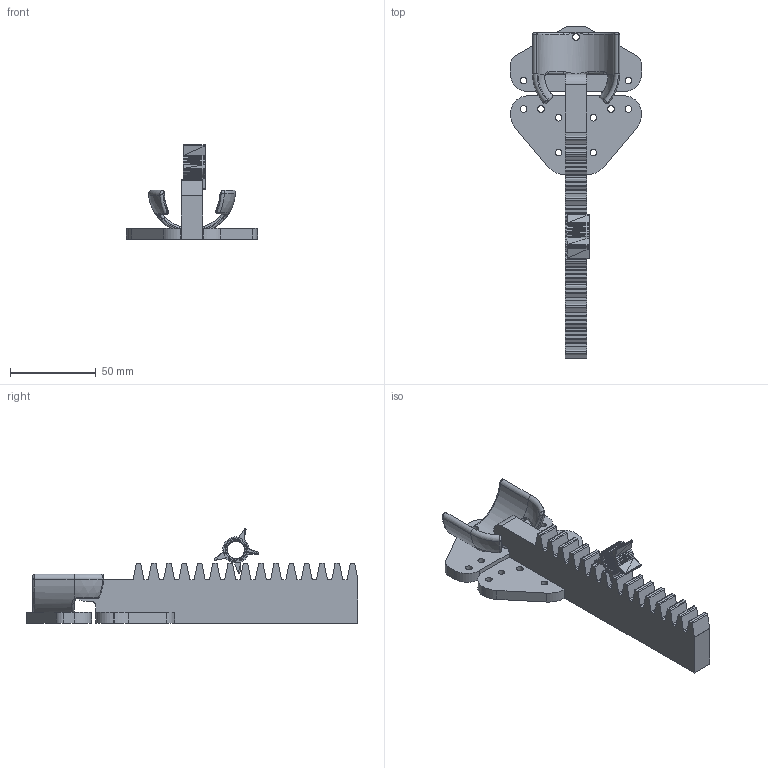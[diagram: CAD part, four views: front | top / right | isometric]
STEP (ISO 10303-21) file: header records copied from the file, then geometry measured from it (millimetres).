
FILE_DESCRIPTION(/* description */ (''),/* implementation_level */ '2;1');
FILE_NAME(/* name */ 'launcherparts v10.step',/* time_stamp */ '2022-03-07T17:16:45-08:00',/* author */ (''),/* organization */ (''),/* preprocessor_version */ 'ST-DEVELOPER v18.1',/* originating_system */ 'Autodesk Translation Framework v10.13.0.1454',/* authorisation */ '');
FILE_SCHEMA (('AUTOMOTIVE_DESIGN { 1 0 10303 214 3 1 1 }'));
Length unit declared in the file: inch
Products named in the file (4): launcherparts; ball holder; rack; Gear .6
Assembly tree (3 placements, depth 2):
  launcherparts
    ball holder
    rack
    Gear .6
Bounding box: 76.2 x 193.04 x 55.02 mm (x, y, z)
Volume: 93157.6 mm3; surface area: 33636.5 mm2
Topology: 3 solids, 3 shells, 1139 faces, 2008 edges, 870 vertices
Faces by surface type: plane 992, cylinder 99, torus 20, bspline 20, sphere 8
Full cylindrical faces by diameter (mm): 3.81 x14
Entity records: 25949 total; most frequent: CARTESIAN_POINT 4778, DIRECTION 4479, ORIENTED_EDGE 4008, EDGE_CURVE 2004, LINE 1699, VECTOR 1699, AXIS2_PLACEMENT_3D 1390, EDGE_LOOP 1168
